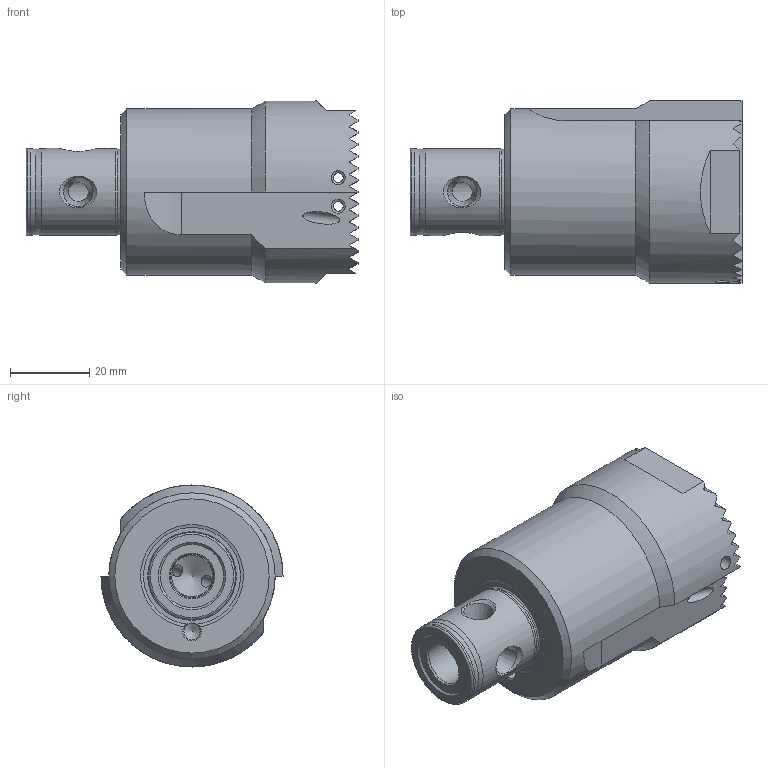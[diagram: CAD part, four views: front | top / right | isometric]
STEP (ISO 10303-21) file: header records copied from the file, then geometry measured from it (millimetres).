
FILE_DESCRIPTION(/* description */ (''),/* implementation_level */ '2;1');
FILE_NAME(/* name */ 'S22-TBH50-77.stp',/* time_stamp */ '2022-07-04T15:23:56+09:00',/* author */ ('KKK'),/* organization */ (''),/* preprocessor_version */ 'ST-DEVELOPER v18.1',/* originating_system */ 'Autodesk Inventor 2022',/* authorisation */ '');
FILE_SCHEMA (('AUTOMOTIVE_DESIGN { 1 0 10303 214 3 1 1 }'));
Length unit declared in the file: millimetre
Products named in the file (1): S22-TBH50-77
Bounding box: 83.9 x 46 x 46 mm (x, y, z)
Volume: 86423.7 mm3; surface area: 17839.9 mm2
Topology: 1 solids, 1 shells, 154 faces, 454 edges, 299 vertices
Faces by surface type: plane 102, cylinder 26, cone 23, torus 2, bspline 1
Full cylindrical faces by diameter (mm): 2.459 x2, 3 x2, 3.5 x4, 4.1 x1, 6.647 x2, 8.5 x2, 11 x1, 21.6 x1, 22 x2, 42 x1
Entity records: 5629 total; most frequent: CARTESIAN_POINT 1331, DIRECTION 929, ORIENTED_EDGE 900, EDGE_CURVE 450, AXIS2_PLACEMENT_3D 361, VERTEX_POINT 298, LINE 207, VECTOR 207
